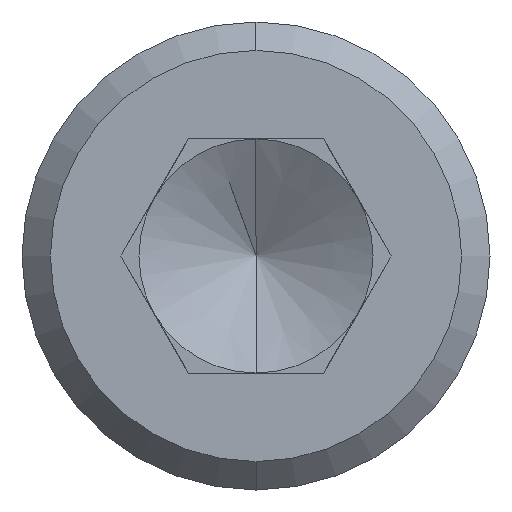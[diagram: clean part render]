
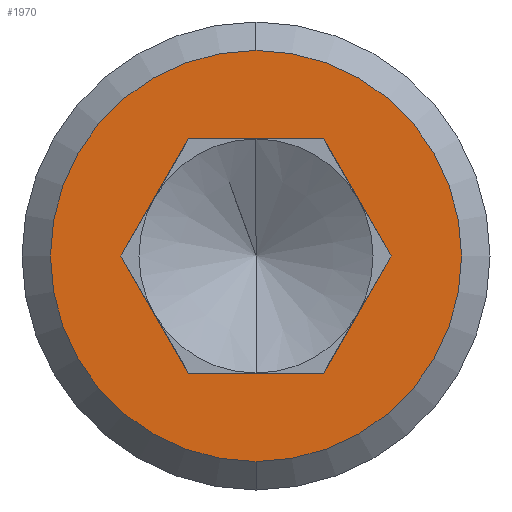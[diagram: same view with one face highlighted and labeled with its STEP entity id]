
A CAD part, left-side view. The second image highlights one B-rep face of the part: STEP entity #1970.
In plain terms, the highlighted planar face has unit normal (-1, 0, 0).
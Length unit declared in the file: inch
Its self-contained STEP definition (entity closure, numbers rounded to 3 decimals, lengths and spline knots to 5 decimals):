
#52 = DIRECTION ( 'NONE',  ( 0., -1., 0. ) ) ;
#229 = ORIENTED_EDGE ( 'NONE', *, *, #6329, .F. ) ;
#300 = VERTEX_POINT ( 'NONE', #4173 ) ;
#454 = VECTOR ( 'NONE', #603, 39.37008 ) ;
#603 = DIRECTION ( 'NONE',  ( 0., 0.5, -0.866 ) ) ;
#718 = ORIENTED_EDGE ( 'NONE', *, *, #1426, .T. ) ;
#952 = EDGE_CURVE ( 'NONE', #5862, #6615, #1191, .T. ) ;
#1063 = LINE ( 'NONE', #2140, #2879 ) ;
#1068 = CARTESIAN_POINT ( 'NONE',  ( 0., 0., 0. ) ) ;
#1115 = CIRCLE ( 'NONE', #1565, 0.13725 ) ;
#1125 = LINE ( 'NONE', #5342, #454 ) ;
#1191 = LINE ( 'NONE', #5420, #4889 ) ;
#1195 = VECTOR ( 'NONE', #2680, 39.37008 ) ;
#1407 = VERTEX_POINT ( 'NONE', #1566 ) ;
#1426 = EDGE_CURVE ( 'NONE', #300, #4535, #1115, .T. ) ;
#1522 = ORIENTED_EDGE ( 'NONE', *, *, #2381, .T. ) ;
#1551 = AXIS2_PLACEMENT_3D ( 'NONE', #4224, #3216, #1656 ) ;
#1565 = AXIS2_PLACEMENT_3D ( 'NONE', #1975, #2604, #6782 ) ;
#1566 = CARTESIAN_POINT ( 'NONE',  ( 0., -0.04512, -0.07815 ) ) ;
#1656 = DIRECTION ( 'NONE',  ( 0., 0., 1. ) ) ;
#1740 = ORIENTED_EDGE ( 'NONE', *, *, #952, .F. ) ;
#1890 = VECTOR ( 'NONE', #6018, 39.37008 ) ;
#1970 = ADVANCED_FACE ( 'NONE', ( #3296, #3725 ), #5847, .T. ) ;
#1975 = CARTESIAN_POINT ( 'NONE',  ( 0., 0., 0. ) ) ;
#1978 = VERTEX_POINT ( 'NONE', #3756 ) ;
#2140 = CARTESIAN_POINT ( 'NONE',  ( 0., 0.04512, -0.07815 ) ) ;
#2238 = LINE ( 'NONE', #4291, #5016 ) ;
#2381 = EDGE_CURVE ( 'NONE', #1978, #1407, #1125, .T. ) ;
#2604 = DIRECTION ( 'NONE',  ( -1., 0., 0. ) ) ;
#2663 = DIRECTION ( 'NONE',  ( 0., 0., 1. ) ) ;
#2680 = DIRECTION ( 'NONE',  ( 0., -0.5, -0.866 ) ) ;
#2743 = ORIENTED_EDGE ( 'NONE', *, *, #6278, .T. ) ;
#2833 = EDGE_CURVE ( 'NONE', #6401, #6840, #4210, .T. ) ;
#2879 = VECTOR ( 'NONE', #52, 39.37008 ) ;
#2950 = CARTESIAN_POINT ( 'NONE',  ( 0., 0.04512, 0.07815 ) ) ;
#3192 = DIRECTION ( 'NONE',  ( -1., 0., 0. ) ) ;
#3194 = CARTESIAN_POINT ( 'NONE',  ( 0., -0.04512, 0.07815 ) ) ;
#3216 = DIRECTION ( 'NONE',  ( -1., 0., 0. ) ) ;
#3261 = EDGE_LOOP ( 'NONE', ( #4637, #1740, #4026, #1522, #229, #4259 ) ) ;
#3296 = FACE_BOUND ( 'NONE', #3261, .T. ) ;
#3333 = CIRCLE ( 'NONE', #1551, 0.13725 ) ;
#3631 = CARTESIAN_POINT ( 'NONE',  ( 0., 0.09024, 0. ) ) ;
#3725 = FACE_OUTER_BOUND ( 'NONE', #4182, .T. ) ;
#3756 = CARTESIAN_POINT ( 'NONE',  ( 0., -0.09024, 0. ) ) ;
#3766 = CARTESIAN_POINT ( 'NONE',  ( 0., 0.09024, 0. ) ) ;
#3960 = LINE ( 'NONE', #6612, #1890 ) ;
#4026 = ORIENTED_EDGE ( 'NONE', *, *, #6616, .T. ) ;
#4173 = CARTESIAN_POINT ( 'NONE',  ( 0., 0., -0.13725 ) ) ;
#4182 = EDGE_LOOP ( 'NONE', ( #718, #2743 ) ) ;
#4210 = LINE ( 'NONE', #3766, #1195 ) ;
#4224 = CARTESIAN_POINT ( 'NONE',  ( 0., 0., 0. ) ) ;
#4239 = AXIS2_PLACEMENT_3D ( 'NONE', #1068, #3192, #2663 ) ;
#4259 = ORIENTED_EDGE ( 'NONE', *, *, #2833, .F. ) ;
#4291 = CARTESIAN_POINT ( 'NONE',  ( 0., 0.09024, 0. ) ) ;
#4508 = CARTESIAN_POINT ( 'NONE',  ( 0., 0., 0.13725 ) ) ;
#4535 = VERTEX_POINT ( 'NONE', #4508 ) ;
#4637 = ORIENTED_EDGE ( 'NONE', *, *, #5262, .T. ) ;
#4859 = DIRECTION ( 'NONE',  ( 0., -0.5, 0.866 ) ) ;
#4889 = VECTOR ( 'NONE', #6886, 39.37008 ) ;
#5016 = VECTOR ( 'NONE', #4859, 39.37008 ) ;
#5262 = EDGE_CURVE ( 'NONE', #6401, #6615, #2238, .T. ) ;
#5342 = CARTESIAN_POINT ( 'NONE',  ( 0., -0.09024, 0. ) ) ;
#5420 = CARTESIAN_POINT ( 'NONE',  ( 0., -0.04512, 0.07815 ) ) ;
#5847 = PLANE ( 'NONE',  #4239 ) ;
#5862 = VERTEX_POINT ( 'NONE', #3194 ) ;
#6018 = DIRECTION ( 'NONE',  ( 0., -0.5, -0.866 ) ) ;
#6278 = EDGE_CURVE ( 'NONE', #4535, #300, #3333, .T. ) ;
#6329 = EDGE_CURVE ( 'NONE', #6840, #1407, #1063, .T. ) ;
#6401 = VERTEX_POINT ( 'NONE', #3631 ) ;
#6468 = CARTESIAN_POINT ( 'NONE',  ( 0., 0.04512, -0.07815 ) ) ;
#6612 = CARTESIAN_POINT ( 'NONE',  ( 0., -0.04512, 0.07815 ) ) ;
#6615 = VERTEX_POINT ( 'NONE', #2950 ) ;
#6616 = EDGE_CURVE ( 'NONE', #5862, #1978, #3960, .T. ) ;
#6782 = DIRECTION ( 'NONE',  ( 0., 0., 1. ) ) ;
#6840 = VERTEX_POINT ( 'NONE', #6468 ) ;
#6886 = DIRECTION ( 'NONE',  ( 0., 1., 0. ) ) ;
